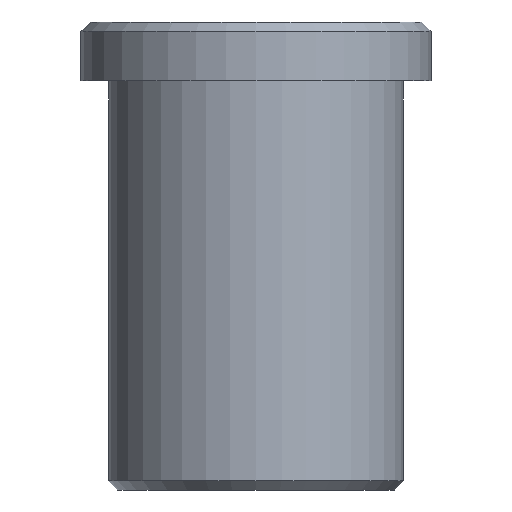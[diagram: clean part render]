
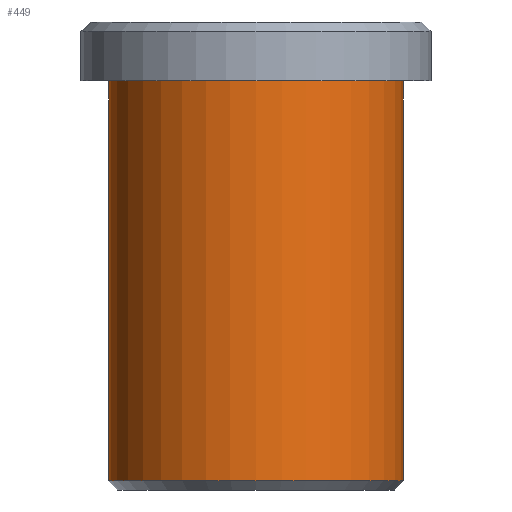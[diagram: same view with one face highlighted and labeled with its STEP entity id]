
A CAD part, front view. The second image highlights one B-rep face of the part: STEP entity #449.
In plain terms, the highlighted cylindrical face has radius 4 mm (diameter 8 mm), a partial arc.
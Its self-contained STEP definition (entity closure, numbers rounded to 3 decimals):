
#2 = ORIENTED_EDGE ( 'NONE', *, *, #203, .T. ) ;
#5 = CARTESIAN_POINT ( 'NONE',  ( 4., 0., -12.45 ) ) ;
#13 = ORIENTED_EDGE ( 'NONE', *, *, #326, .F. ) ;
#19 = CYLINDRICAL_SURFACE ( 'NONE', #27, 4. ) ;
#27 = AXIS2_PLACEMENT_3D ( 'NONE', #176, #471, #251 ) ;
#33 = CARTESIAN_POINT ( 'NONE',  ( 4., 0., 0. ) ) ;
#38 = DIRECTION ( 'NONE',  ( -1., 0., 0. ) ) ;
#117 = DIRECTION ( 'NONE',  ( 0., 0., 1. ) ) ;
#145 = AXIS2_PLACEMENT_3D ( 'NONE', #210, #172, #286 ) ;
#156 = FACE_OUTER_BOUND ( 'NONE', #493, .T. ) ;
#158 = VECTOR ( 'NONE', #224, 1000. ) ;
#162 = EDGE_CURVE ( 'NONE', #240, #201, #305, .T. ) ;
#172 = DIRECTION ( 'NONE',  ( 0., 0., 1. ) ) ;
#176 = CARTESIAN_POINT ( 'NONE',  ( 0., 0., 0. ) ) ;
#201 = VERTEX_POINT ( 'NONE', #448 ) ;
#202 = VECTOR ( 'NONE', #117, 1000. ) ;
#203 = EDGE_CURVE ( 'NONE', #362, #240, #458, .T. ) ;
#209 = CARTESIAN_POINT ( 'NONE',  ( 0., 0., -12.45 ) ) ;
#210 = CARTESIAN_POINT ( 'NONE',  ( 0., 0., -1.6 ) ) ;
#224 = DIRECTION ( 'NONE',  ( 0., 0., 1. ) ) ;
#240 = VERTEX_POINT ( 'NONE', #5 ) ;
#242 = EDGE_CURVE ( 'NONE', #362, #284, #256, .T. ) ;
#244 = CARTESIAN_POINT ( 'NONE',  ( -4., 0., 0. ) ) ;
#251 = DIRECTION ( 'NONE',  ( 1., 0., 0. ) ) ;
#256 = LINE ( 'NONE', #244, #202 ) ;
#284 = VERTEX_POINT ( 'NONE', #317 ) ;
#286 = DIRECTION ( 'NONE',  ( 1., 0., 0. ) ) ;
#305 = LINE ( 'NONE', #33, #158 ) ;
#312 = ORIENTED_EDGE ( 'NONE', *, *, #162, .T. ) ;
#315 = DIRECTION ( 'NONE',  ( 0., 0., 1. ) ) ;
#317 = CARTESIAN_POINT ( 'NONE',  ( -4., 0., -1.6 ) ) ;
#325 = CARTESIAN_POINT ( 'NONE',  ( -4., 0., -12.45 ) ) ;
#326 = EDGE_CURVE ( 'NONE', #284, #201, #418, .T. ) ;
#351 = AXIS2_PLACEMENT_3D ( 'NONE', #209, #315, #38 ) ;
#362 = VERTEX_POINT ( 'NONE', #325 ) ;
#374 = ORIENTED_EDGE ( 'NONE', *, *, #242, .F. ) ;
#418 = CIRCLE ( 'NONE', #145, 4. ) ;
#448 = CARTESIAN_POINT ( 'NONE',  ( 4., 0., -1.6 ) ) ;
#449 = ADVANCED_FACE ( 'NONE', ( #156 ), #19, .T. ) ;
#458 = CIRCLE ( 'NONE', #351, 4. ) ;
#471 = DIRECTION ( 'NONE',  ( 0., 0., 1. ) ) ;
#493 = EDGE_LOOP ( 'NONE', ( #374, #2, #312, #13 ) ) ;
